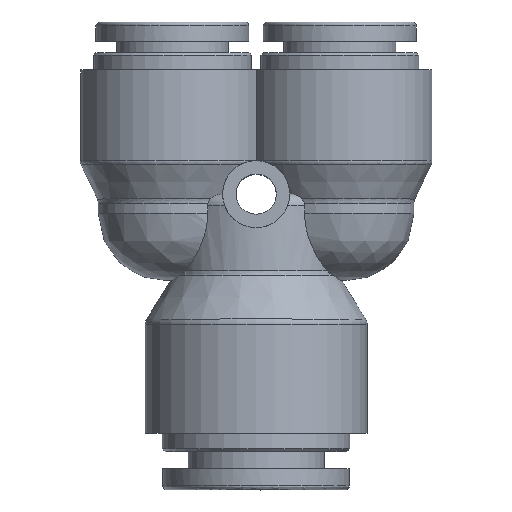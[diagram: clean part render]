
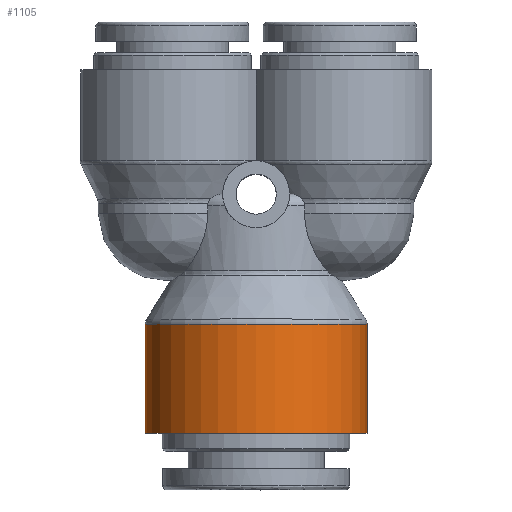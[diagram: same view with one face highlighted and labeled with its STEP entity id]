
A CAD part, top view. The second image highlights one B-rep face of the part: STEP entity #1105.
In plain terms, the highlighted cylindrical face has radius 11.6 mm (diameter 23.2 mm), a full revolution.
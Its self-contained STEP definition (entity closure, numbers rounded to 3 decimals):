
#1074=CARTESIAN_POINT('',(11.6,-13.585,0.));
#1075=VERTEX_POINT('',#1074);
#1076=CARTESIAN_POINT('',(0.,-13.585,0.0));
#1077=DIRECTION('',(0.0,1.0,0.0));
#1078=DIRECTION('',(-1.0,0.0,0.0));
#1079=AXIS2_PLACEMENT_3D('',#1076,#1077,#1078);
#1080=CIRCLE('',#1079,11.6);
#1081=EDGE_CURVE('',#1075,#1075,#1080,.T.);
#1086=CARTESIAN_POINT('',(0.,-19.15,0.0));
#1087=DIRECTION('',(0.,-1.0,0.0));
#1088=DIRECTION('',(1.0,0.0,0.0));
#1089=AXIS2_PLACEMENT_3D('',#1086,#1087,#1088);
#1090=CYLINDRICAL_SURFACE('',#1089,11.6);
#1091=CARTESIAN_POINT('',(11.6,-25.,0.0));
#1092=VERTEX_POINT('',#1091);
#1093=CARTESIAN_POINT('',(0.,-25.,0.0));
#1094=DIRECTION('',(0.0,-1.0,0.0));
#1095=DIRECTION('',(1.0,0.0,0.0));
#1096=AXIS2_PLACEMENT_3D('',#1093,#1094,#1095);
#1097=CIRCLE('',#1096,11.6);
#1098=EDGE_CURVE('',#1092,#1092,#1097,.T.);
#1099=ORIENTED_EDGE('',*,*,#1098,.F.);
#1100=EDGE_LOOP('',(#1099));
#1101=FACE_OUTER_BOUND('',#1100,.T.);
#1102=ORIENTED_EDGE('',*,*,#1081,.F.);
#1103=EDGE_LOOP('',(#1102));
#1104=FACE_BOUND('',#1103,.T.);
#1105=ADVANCED_FACE('',(#1101,#1104),#1090,.T.);
